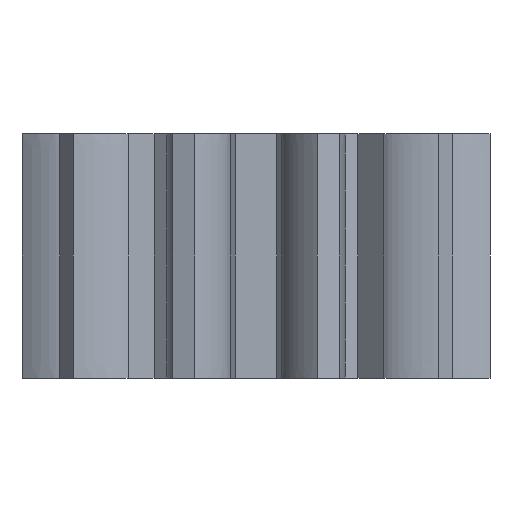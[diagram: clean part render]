
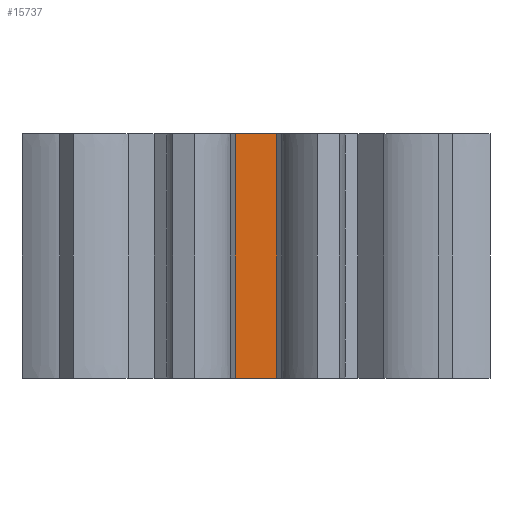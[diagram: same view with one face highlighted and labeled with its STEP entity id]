
A CAD part, front view. The second image highlights one B-rep face of the part: STEP entity #15737.
In plain terms, the highlighted face is a extrusion surface.
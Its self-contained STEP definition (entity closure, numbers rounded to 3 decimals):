
#93 = PLANE('',#94);
#94 = AXIS2_PLACEMENT_3D('',#95,#96,#97);
#95 = CARTESIAN_POINT('',(0.,0.,6.25));
#96 = DIRECTION('',(0.,0.,1.));
#97 = DIRECTION('',(1.,0.,0.));
#168 = PLANE('',#169);
#169 = AXIS2_PLACEMENT_3D('',#170,#171,#172);
#170 = CARTESIAN_POINT('',(0.,0.,0.));
#171 = DIRECTION('',(0.,0.,1.));
#172 = DIRECTION('',(1.,0.,0.));
#2463 = VERTEX_POINT('',#2464);
#2464 = CARTESIAN_POINT('',(-0.531,-3.712,0.));
#2476 = SURFACE_OF_LINEAR_EXTRUSION('',#2477,#2480);
#2477 = B_SPLINE_CURVE_WITH_KNOTS('',1,(#2478,#2479),.UNSPECIFIED.,.F.,
  .F.,(2,2),(0.,0.948),.PIECEWISE_BEZIER_KNOTS.);
#2478 = CARTESIAN_POINT('',(-0.666,-4.651,0.));
#2479 = CARTESIAN_POINT('',(-0.531,-3.712,0.));
#2480 = VECTOR('',#2481,1.);
#2481 = DIRECTION('',(-0.,-0.,-1.));
#2489 = EDGE_CURVE('',#2463,#2490,#2492,.T.);
#2490 = VERTEX_POINT('',#2491);
#2491 = CARTESIAN_POINT('',(0.531,-3.712,0.));
#2492 = SURFACE_CURVE('',#2493,(#2496,#2502),.PCURVE_S1.);
#2493 = B_SPLINE_CURVE_WITH_KNOTS('',1,(#2494,#2495),.UNSPECIFIED.,.F.,
  .F.,(2,2),(0.,1.063),.PIECEWISE_BEZIER_KNOTS.);
#2494 = CARTESIAN_POINT('',(-0.531,-3.712,0.));
#2495 = CARTESIAN_POINT('',(0.531,-3.712,0.));
#2496 = PCURVE('',#168,#2497);
#2497 = DEFINITIONAL_REPRESENTATION('',(#2498),#2501);
#2498 = B_SPLINE_CURVE_WITH_KNOTS('',1,(#2499,#2500),.UNSPECIFIED.,.F.,
  .F.,(2,2),(0.,1.063),.PIECEWISE_BEZIER_KNOTS.);
#2499 = CARTESIAN_POINT('',(-0.531,-3.712));
#2500 = CARTESIAN_POINT('',(0.531,-3.712));
#2501 = ( GEOMETRIC_REPRESENTATION_CONTEXT(2) 
PARAMETRIC_REPRESENTATION_CONTEXT() REPRESENTATION_CONTEXT('2D SPACE',''
  ) );
#2502 = PCURVE('',#2503,#2509);
#2503 = SURFACE_OF_LINEAR_EXTRUSION('',#2504,#2507);
#2504 = B_SPLINE_CURVE_WITH_KNOTS('',1,(#2505,#2506),.UNSPECIFIED.,.F.,
  .F.,(2,2),(0.,1.063),.PIECEWISE_BEZIER_KNOTS.);
#2505 = CARTESIAN_POINT('',(-0.531,-3.712,0.));
#2506 = CARTESIAN_POINT('',(0.531,-3.712,0.));
#2507 = VECTOR('',#2508,1.);
#2508 = DIRECTION('',(-0.,-0.,-1.));
#2509 = DEFINITIONAL_REPRESENTATION('',(#2510),#2514);
#2510 = LINE('',#2511,#2512);
#2511 = CARTESIAN_POINT('',(0.,0.));
#2512 = VECTOR('',#2513,1.);
#2513 = DIRECTION('',(1.,0.));
#2514 = ( GEOMETRIC_REPRESENTATION_CONTEXT(2) 
PARAMETRIC_REPRESENTATION_CONTEXT() REPRESENTATION_CONTEXT('2D SPACE',''
  ) );
#2530 = SURFACE_OF_LINEAR_EXTRUSION('',#2531,#2534);
#2531 = B_SPLINE_CURVE_WITH_KNOTS('',1,(#2532,#2533),.UNSPECIFIED.,.F.,
  .F.,(2,2),(0.,0.948),.PIECEWISE_BEZIER_KNOTS.);
#2532 = CARTESIAN_POINT('',(0.531,-3.712,0.));
#2533 = CARTESIAN_POINT('',(0.666,-4.651,0.));
#2534 = VECTOR('',#2535,1.);
#2535 = DIRECTION('',(-0.,-0.,-1.));
#4585 = VERTEX_POINT('',#4586);
#4586 = CARTESIAN_POINT('',(-0.531,-3.712,6.25));
#4605 = EDGE_CURVE('',#4585,#4606,#4608,.T.);
#4606 = VERTEX_POINT('',#4607);
#4607 = CARTESIAN_POINT('',(0.531,-3.712,6.25));
#4608 = SURFACE_CURVE('',#4609,(#4612,#4618),.PCURVE_S1.);
#4609 = B_SPLINE_CURVE_WITH_KNOTS('',1,(#4610,#4611),.UNSPECIFIED.,.F.,
  .F.,(2,2),(0.,1.063),.PIECEWISE_BEZIER_KNOTS.);
#4610 = CARTESIAN_POINT('',(-0.531,-3.712,6.25));
#4611 = CARTESIAN_POINT('',(0.531,-3.712,6.25));
#4612 = PCURVE('',#93,#4613);
#4613 = DEFINITIONAL_REPRESENTATION('',(#4614),#4617);
#4614 = B_SPLINE_CURVE_WITH_KNOTS('',1,(#4615,#4616),.UNSPECIFIED.,.F.,
  .F.,(2,2),(0.,1.063),.PIECEWISE_BEZIER_KNOTS.);
#4615 = CARTESIAN_POINT('',(-0.531,-3.712));
#4616 = CARTESIAN_POINT('',(0.531,-3.712));
#4617 = ( GEOMETRIC_REPRESENTATION_CONTEXT(2) 
PARAMETRIC_REPRESENTATION_CONTEXT() REPRESENTATION_CONTEXT('2D SPACE',''
  ) );
#4618 = PCURVE('',#2503,#4619);
#4619 = DEFINITIONAL_REPRESENTATION('',(#4620),#4624);
#4620 = LINE('',#4621,#4622);
#4621 = CARTESIAN_POINT('',(0.,-6.25));
#4622 = VECTOR('',#4623,1.);
#4623 = DIRECTION('',(1.,0.));
#4624 = ( GEOMETRIC_REPRESENTATION_CONTEXT(2) 
PARAMETRIC_REPRESENTATION_CONTEXT() REPRESENTATION_CONTEXT('2D SPACE',''
  ) );
#15687 = EDGE_CURVE('',#2490,#4606,#15688,.T.);
#15688 = SURFACE_CURVE('',#15689,(#15693,#15700),.PCURVE_S1.);
#15689 = LINE('',#15690,#15691);
#15690 = CARTESIAN_POINT('',(0.531,-3.712,0.));
#15691 = VECTOR('',#15692,1.);
#15692 = DIRECTION('',(0.,0.,1.));
#15693 = PCURVE('',#2530,#15694);
#15694 = DEFINITIONAL_REPRESENTATION('',(#15695),#15699);
#15695 = LINE('',#15696,#15697);
#15696 = CARTESIAN_POINT('',(0.,0.));
#15697 = VECTOR('',#15698,1.);
#15698 = DIRECTION('',(0.,-1.));
#15699 = ( GEOMETRIC_REPRESENTATION_CONTEXT(2) 
PARAMETRIC_REPRESENTATION_CONTEXT() REPRESENTATION_CONTEXT('2D SPACE',''
  ) );
#15700 = PCURVE('',#2503,#15701);
#15701 = DEFINITIONAL_REPRESENTATION('',(#15702),#15706);
#15702 = LINE('',#15703,#15704);
#15703 = CARTESIAN_POINT('',(1.063,0.));
#15704 = VECTOR('',#15705,1.);
#15705 = DIRECTION('',(0.,-1.));
#15706 = ( GEOMETRIC_REPRESENTATION_CONTEXT(2) 
PARAMETRIC_REPRESENTATION_CONTEXT() REPRESENTATION_CONTEXT('2D SPACE',''
  ) );
#15737 = ADVANCED_FACE('',(#15738),#2503,.F.);
#15738 = FACE_BOUND('',#15739,.F.);
#15739 = EDGE_LOOP('',(#15740,#15761,#15762,#15763));
#15740 = ORIENTED_EDGE('',*,*,#15741,.T.);
#15741 = EDGE_CURVE('',#2463,#4585,#15742,.T.);
#15742 = SURFACE_CURVE('',#15743,(#15747,#15754),.PCURVE_S1.);
#15743 = LINE('',#15744,#15745);
#15744 = CARTESIAN_POINT('',(-0.531,-3.712,0.));
#15745 = VECTOR('',#15746,1.);
#15746 = DIRECTION('',(0.,0.,1.));
#15747 = PCURVE('',#2503,#15748);
#15748 = DEFINITIONAL_REPRESENTATION('',(#15749),#15753);
#15749 = LINE('',#15750,#15751);
#15750 = CARTESIAN_POINT('',(0.,0.));
#15751 = VECTOR('',#15752,1.);
#15752 = DIRECTION('',(0.,-1.));
#15753 = ( GEOMETRIC_REPRESENTATION_CONTEXT(2) 
PARAMETRIC_REPRESENTATION_CONTEXT() REPRESENTATION_CONTEXT('2D SPACE',''
  ) );
#15754 = PCURVE('',#2476,#15755);
#15755 = DEFINITIONAL_REPRESENTATION('',(#15756),#15760);
#15756 = LINE('',#15757,#15758);
#15757 = CARTESIAN_POINT('',(0.948,0.));
#15758 = VECTOR('',#15759,1.);
#15759 = DIRECTION('',(0.,-1.));
#15760 = ( GEOMETRIC_REPRESENTATION_CONTEXT(2) 
PARAMETRIC_REPRESENTATION_CONTEXT() REPRESENTATION_CONTEXT('2D SPACE',''
  ) );
#15761 = ORIENTED_EDGE('',*,*,#4605,.T.);
#15762 = ORIENTED_EDGE('',*,*,#15687,.F.);
#15763 = ORIENTED_EDGE('',*,*,#2489,.F.);
